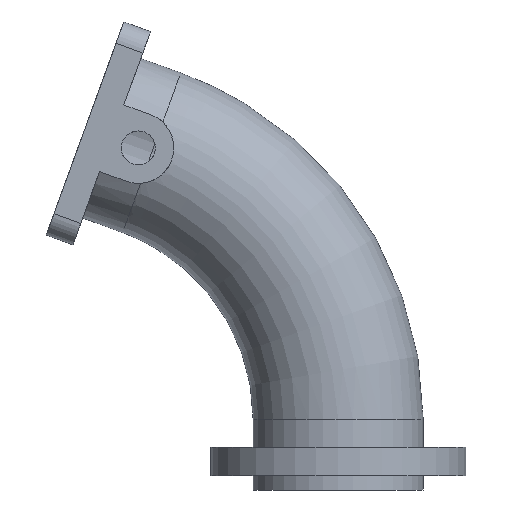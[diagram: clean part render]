
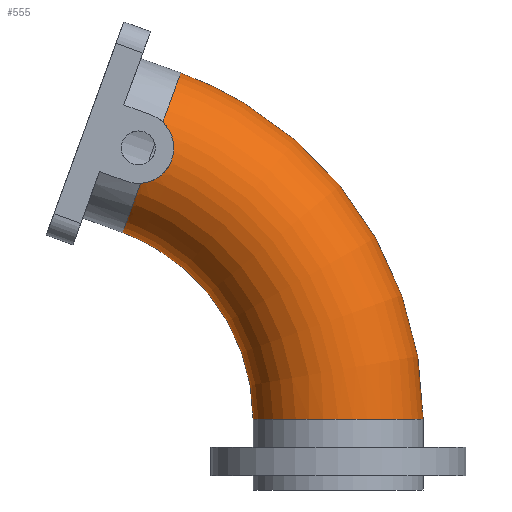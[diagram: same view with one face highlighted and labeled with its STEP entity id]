
A CAD part, front view. The second image highlights one B-rep face of the part: STEP entity #555.
In plain terms, the highlighted toroidal (fillet/blend) face has major radius 100 mm and minor radius 30 mm.
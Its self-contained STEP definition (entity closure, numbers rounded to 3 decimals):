
#75=TOROIDAL_SURFACE('',#597,100.,30.);
#79=FACE_BOUND('',#192,.T.);
#123=CIRCLE('',#595,30.);
#125=CIRCLE('',#598,30.);
#161=FACE_OUTER_BOUND('',#191,.T.);
#191=EDGE_LOOP('',(#396));
#192=EDGE_LOOP('',(#397,#398));
#258=B_SPLINE_CURVE_WITH_KNOTS('',3,(#921,#922,#923,#924,#925,#926,#927,
#928,#929,#930,#931,#932,#933,#934,#935,#936,#937,#938,#939,#940,#941,#942,
#943,#944,#945,#946,#947,#948),.UNSPECIFIED.,.F.,.F.,(4,2,2,2,2,2,2,2,2,
2,2,2,2,4),(-4.043,-4.031,-3.575,-3.168,
-2.855,-2.644,-2.547,-2.48,
-2.415,-2.324,-2.121,-1.664,-1.17,
-1.103),.UNSPECIFIED.);
#264=VERTEX_POINT('',#892);
#265=VERTEX_POINT('',#893);
#270=VERTEX_POINT('',#919);
#319=EDGE_CURVE('',#264,#265,#123,.T.);
#325=EDGE_CURVE('',#270,#270,#125,.T.);
#326=EDGE_CURVE('',#265,#264,#258,.T.);
#396=ORIENTED_EDGE('',*,*,#325,.F.);
#397=ORIENTED_EDGE('',*,*,#319,.T.);
#398=ORIENTED_EDGE('',*,*,#326,.T.);
#555=ADVANCED_FACE('',(#161,#79),#75,.T.);
#595=AXIS2_PLACEMENT_3D('',#894,#676,#677);
#597=AXIS2_PLACEMENT_3D('',#918,#682,#683);
#598=AXIS2_PLACEMENT_3D('',#920,#684,#685);
#676=DIRECTION('center_axis',(0.94,0.,-0.342));
#677=DIRECTION('ref_axis',(-0.342,0.,-0.94));
#682=DIRECTION('center_axis',(0.,-1.,0.));
#683=DIRECTION('ref_axis',(0.,0.,-1.));
#684=DIRECTION('center_axis',(0.,0.,-1.));
#685=DIRECTION('ref_axis',(-1.,0.,0.));
#892=CARTESIAN_POINT('',(-69.716,-27.726,83.204));
#893=CARTESIAN_POINT('',(-61.88,-27.726,104.735));
#894=CARTESIAN_POINT('Origin',(-65.798,0.,93.969));
#918=CARTESIAN_POINT('Origin',(-100.,0.,0.));
#919=CARTESIAN_POINT('',(30.,0.,0.));
#920=CARTESIAN_POINT('Origin',(0.,0.,0.));
#921=CARTESIAN_POINT('Ctrl Pts',(-61.88,-27.726,104.735));
#922=CARTESIAN_POINT('Ctrl Pts',(-61.852,-27.733,104.708));
#923=CARTESIAN_POINT('Ctrl Pts',(-61.824,-27.739,104.682));
#924=CARTESIAN_POINT('Ctrl Pts',(-60.719,-27.997,103.61));
#925=CARTESIAN_POINT('Ctrl Pts',(-59.842,-28.314,102.384));
#926=CARTESIAN_POINT('Ctrl Pts',(-58.633,-28.912,99.837));
#927=CARTESIAN_POINT('Ctrl Pts',(-58.256,-29.191,98.546));
#928=CARTESIAN_POINT('Ctrl Pts',(-57.965,-29.598,96.194));
#929=CARTESIAN_POINT('Ctrl Pts',(-57.964,-29.745,95.157));
#930=CARTESIAN_POINT('Ctrl Pts',(-58.18,-29.914,93.43));
#931=CARTESIAN_POINT('Ctrl Pts',(-58.326,-29.961,92.743));
#932=CARTESIAN_POINT('Ctrl Pts',(-58.623,-29.995,91.759));
#933=CARTESIAN_POINT('Ctrl Pts',(-58.729,-30.,91.452));
#934=CARTESIAN_POINT('Ctrl Pts',(-58.927,-30.,90.942));
#935=CARTESIAN_POINT('Ctrl Pts',(-59.013,-29.998,90.737));
#936=CARTESIAN_POINT('Ctrl Pts',(-59.194,-29.988,90.336));
#937=CARTESIAN_POINT('Ctrl Pts',(-59.289,-29.981,90.14));
#938=CARTESIAN_POINT('Ctrl Pts',(-59.528,-29.958,89.676));
#939=CARTESIAN_POINT('Ctrl Pts',(-59.677,-29.94,89.412));
#940=CARTESIAN_POINT('Ctrl Pts',(-60.188,-29.868,88.577));
#941=CARTESIAN_POINT('Ctrl Pts',(-60.586,-29.797,88.032));
#942=CARTESIAN_POINT('Ctrl Pts',(-62.01,-29.502,86.378));
#943=CARTESIAN_POINT('Ctrl Pts',(-63.186,-29.202,85.431));
#944=CARTESIAN_POINT('Ctrl Pts',(-65.902,-28.519,83.943));
#945=CARTESIAN_POINT('Ctrl Pts',(-67.455,-28.135,83.447));
#946=CARTESIAN_POINT('Ctrl Pts',(-69.281,-27.8,83.237));
#947=CARTESIAN_POINT('Ctrl Pts',(-69.499,-27.762,83.217));
#948=CARTESIAN_POINT('Ctrl Pts',(-69.716,-27.726,83.204));
